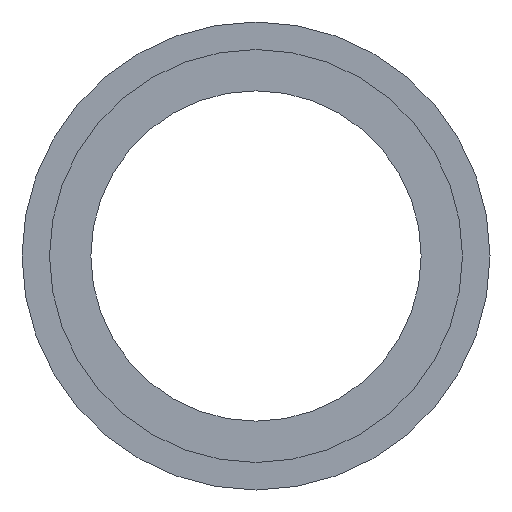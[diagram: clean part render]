
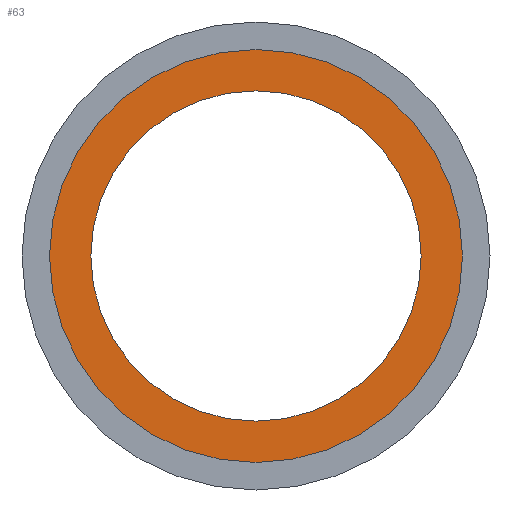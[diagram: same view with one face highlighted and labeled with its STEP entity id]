
A CAD part, front view. The second image highlights one B-rep face of the part: STEP entity #63.
In plain terms, the highlighted planar face has unit normal (0, -1, 0).
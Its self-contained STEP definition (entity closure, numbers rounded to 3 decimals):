
#1 = DIRECTION ( 'NONE',  ( 0., 0., -1. ) ) ;
#40 = ORIENTED_EDGE ( 'NONE', *, *, #199, .T. ) ;
#42 = ORIENTED_EDGE ( 'NONE', *, *, #215, .F. ) ;
#55 = ORIENTED_EDGE ( 'NONE', *, *, #68, .T. ) ;
#62 = EDGE_LOOP ( 'NONE', ( #194, #42 ) ) ;
#63 = ADVANCED_FACE ( 'NONE', ( #272, #159 ), #244, .T. ) ;
#68 = EDGE_CURVE ( 'NONE', #107, #191, #124, .T. ) ;
#70 = CARTESIAN_POINT ( 'NONE',  ( 0., -5., 0.75 ) ) ;
#75 = AXIS2_PLACEMENT_3D ( 'NONE', #229, #140, #273 ) ;
#91 = CARTESIAN_POINT ( 'NONE',  ( 0., -5., -0.6 ) ) ;
#96 = CARTESIAN_POINT ( 'NONE',  ( 0., -5., 0. ) ) ;
#99 = EDGE_CURVE ( 'NONE', #105, #151, #250, .T. ) ;
#100 = AXIS2_PLACEMENT_3D ( 'NONE', #114, #202, #1 ) ;
#105 = VERTEX_POINT ( 'NONE', #91 ) ;
#107 = VERTEX_POINT ( 'NONE', #70 ) ;
#114 = CARTESIAN_POINT ( 'NONE',  ( 0., -5., 0. ) ) ;
#124 = CIRCLE ( 'NONE', #195, 0.75 ) ;
#139 = DIRECTION ( 'NONE',  ( 0., 0., -1. ) ) ;
#140 = DIRECTION ( 'NONE',  ( 0., -1., 0. ) ) ;
#141 = CARTESIAN_POINT ( 'NONE',  ( 0., -5., 0. ) ) ;
#151 = VERTEX_POINT ( 'NONE', #164 ) ;
#159 = FACE_BOUND ( 'NONE', #62, .T. ) ;
#164 = CARTESIAN_POINT ( 'NONE',  ( 0., -5., 0.6 ) ) ;
#170 = CIRCLE ( 'NONE', #75, 0.75 ) ;
#172 = EDGE_LOOP ( 'NONE', ( #55, #40 ) ) ;
#185 = DIRECTION ( 'NONE',  ( 0., -1., 0. ) ) ;
#191 = VERTEX_POINT ( 'NONE', #247 ) ;
#194 = ORIENTED_EDGE ( 'NONE', *, *, #99, .F. ) ;
#195 = AXIS2_PLACEMENT_3D ( 'NONE', #96, #185, #275 ) ;
#196 = CARTESIAN_POINT ( 'NONE',  ( 0., -5., 0. ) ) ;
#199 = EDGE_CURVE ( 'NONE', #191, #107, #170, .T. ) ;
#202 = DIRECTION ( 'NONE',  ( 0., -1., 0. ) ) ;
#206 = DIRECTION ( 'NONE',  ( 0., -1., 0. ) ) ;
#215 = EDGE_CURVE ( 'NONE', #151, #105, #284, .T. ) ;
#222 = AXIS2_PLACEMENT_3D ( 'NONE', #196, #241, #271 ) ;
#229 = CARTESIAN_POINT ( 'NONE',  ( 0., -5., 0. ) ) ;
#236 = AXIS2_PLACEMENT_3D ( 'NONE', #141, #206, #139 ) ;
#241 = DIRECTION ( 'NONE',  ( 0., -1., 0. ) ) ;
#244 = PLANE ( 'NONE',  #100 ) ;
#247 = CARTESIAN_POINT ( 'NONE',  ( 0., -5., -0.75 ) ) ;
#250 = CIRCLE ( 'NONE', #222, 0.6 ) ;
#271 = DIRECTION ( 'NONE',  ( 0., 0., -1. ) ) ;
#272 = FACE_OUTER_BOUND ( 'NONE', #172, .T. ) ;
#273 = DIRECTION ( 'NONE',  ( 0., 0., -1. ) ) ;
#275 = DIRECTION ( 'NONE',  ( 0., 0., -1. ) ) ;
#284 = CIRCLE ( 'NONE', #236, 0.6 ) ;
